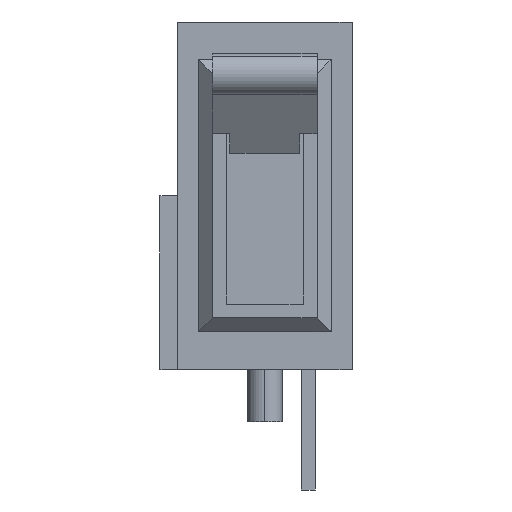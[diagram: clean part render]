
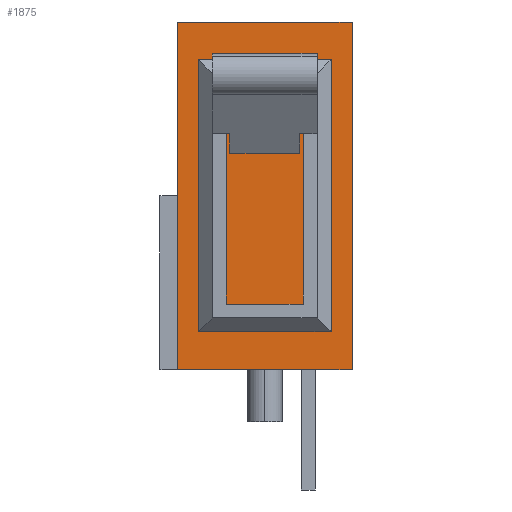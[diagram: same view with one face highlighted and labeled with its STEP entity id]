
A CAD part, left-side view. The second image highlights one B-rep face of the part: STEP entity #1875.
In plain terms, the highlighted planar face has unit normal (-1, 0, 0).
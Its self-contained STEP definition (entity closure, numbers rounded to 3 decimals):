
#1633=CARTESIAN_POINT('',(-6.84,2.5,9.95));
#1634=VERTEX_POINT('',#1633);
#1651=CARTESIAN_POINT('',(-6.84,2.5,0.0));
#1652=VERTEX_POINT('',#1651);
#1659=CARTESIAN_POINT('',(-6.84,2.5,0.0));
#1660=DIRECTION('',(0.0,0.0,1.0));
#1661=VECTOR('',#1660,9.95);
#1662=LINE('',#1659,#1661);
#1663=EDGE_CURVE('',#1652,#1634,#1662,.T.);
#1828=CARTESIAN_POINT('',(-6.84,-2.5,9.95));
#1829=VERTEX_POINT('',#1828);
#1836=CARTESIAN_POINT('',(-6.84,-2.5,0.0));
#1837=VERTEX_POINT('',#1836);
#1838=CARTESIAN_POINT('',(-6.84,-2.5,0.0));
#1839=DIRECTION('',(0.0,0.0,1.0));
#1840=VECTOR('',#1839,9.95);
#1841=LINE('',#1838,#1840);
#1842=EDGE_CURVE('',#1837,#1829,#1841,.T.);
#1854=CARTESIAN_POINT('',(-6.84,-2.5,0.0));
#1855=DIRECTION('',(-1.0,0.0,0.0));
#1856=DIRECTION('',(0.0,0.0,1.0));
#1857=AXIS2_PLACEMENT_3D('',#1854,#1855,#1856);
#1858=PLANE('',#1857);
#1859=CARTESIAN_POINT('',(-6.84,-2.5,9.95));
#1860=DIRECTION('',(0.0,1.0,0.0));
#1861=VECTOR('',#1860,5.0);
#1862=LINE('',#1859,#1861);
#1863=EDGE_CURVE('',#1829,#1634,#1862,.T.);
#1864=ORIENTED_EDGE('',*,*,#1863,.T.);
#1865=ORIENTED_EDGE('',*,*,#1663,.F.);
#1866=CARTESIAN_POINT('',(-6.84,2.5,0.0));
#1867=DIRECTION('',(0.0,-1.0,0.0));
#1868=VECTOR('',#1867,5.0);
#1869=LINE('',#1866,#1868);
#1870=EDGE_CURVE('',#1652,#1837,#1869,.T.);
#1871=ORIENTED_EDGE('',*,*,#1870,.T.);
#1872=ORIENTED_EDGE('',*,*,#1842,.T.);
#1873=EDGE_LOOP('',(#1864,#1865,#1871,#1872));
#1874=FACE_OUTER_BOUND('',#1873,.T.);
#1875=ADVANCED_FACE('',(#1874),#1858,.T.);
